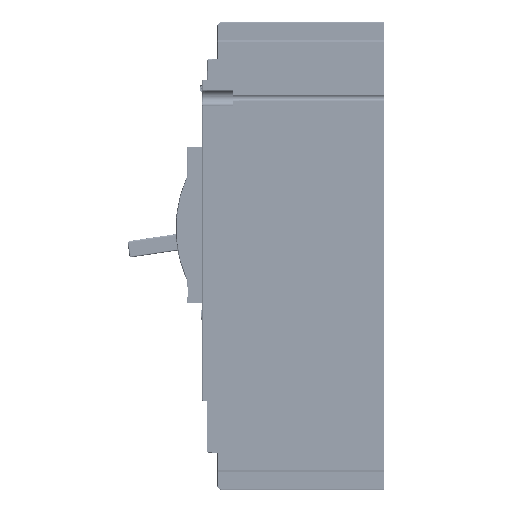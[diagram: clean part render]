
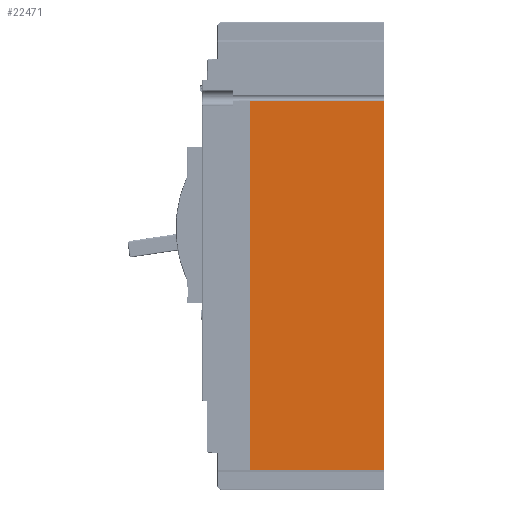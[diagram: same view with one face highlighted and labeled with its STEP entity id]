
A CAD part, left-side view. The second image highlights one B-rep face of the part: STEP entity #22471.
In plain terms, the highlighted planar face has unit normal (-1, 0, 0).
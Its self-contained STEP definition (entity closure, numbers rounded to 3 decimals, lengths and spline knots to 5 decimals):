
#3157=DIRECTION('',(0.,-1.,0.));
#3158=VECTOR('',#3157,0.106);
#3159=CARTESIAN_POINT('',(-0.105,0.106,0.1225));
#3160=LINE('',#3159,#3158);
#3161=DIRECTION('',(0.,0.,-1.));
#3162=VECTOR('',#3161,0.292);
#3163=CARTESIAN_POINT('',(-0.105,0.106,0.1225));
#3164=LINE('',#3163,#3162);
#3165=DIRECTION('',(0.,0.,1.));
#3166=VECTOR('',#3165,0.292);
#3167=CARTESIAN_POINT('',(-0.105,0.,-0.1695));
#3168=LINE('',#3167,#3166);
#3173=DIRECTION('',(0.,1.,0.));
#3174=VECTOR('',#3173,0.106);
#3175=CARTESIAN_POINT('',(-0.105,0.,-0.1695));
#3176=LINE('',#3175,#3174);
#13443=CARTESIAN_POINT('',(-0.105,0.106,0.1225));
#13444=VERTEX_POINT('',#13443);
#13445=CARTESIAN_POINT('',(-0.105,0.106,-0.1695));
#13446=VERTEX_POINT('',#13445);
#15621=CARTESIAN_POINT('',(-0.105,0.,-0.1695));
#15622=VERTEX_POINT('',#15621);
#15623=CARTESIAN_POINT('',(-0.105,0.,0.1225));
#15624=VERTEX_POINT('',#15623);
#22459=CARTESIAN_POINT('',(-0.105,0.,-0.185));
#22460=DIRECTION('',(-1.,0.,0.));
#22461=DIRECTION('',(0.,0.,1.));
#22462=AXIS2_PLACEMENT_3D('',#22459,#22460,#22461);
#22463=PLANE('',#22462);
#22465=ORIENTED_EDGE('',*,*,#22464,.T.);
#22466=ORIENTED_EDGE('',*,*,#17436,.F.);
#22467=ORIENTED_EDGE('',*,*,#22446,.T.);
#22468=ORIENTED_EDGE('',*,*,#22198,.F.);
#22469=EDGE_LOOP('',(#22465,#22466,#22467,#22468));
#22470=FACE_OUTER_BOUND('',#22469,.F.);
#22471=ADVANCED_FACE('',(#22470),#22463,.T.);
#17436=EDGE_CURVE('',#13444,#13446,#3164,.T.);
#22198=EDGE_CURVE('',#15622,#15624,#3168,.T.);
#22446=EDGE_CURVE('',#13444,#15624,#3160,.T.);
#22464=EDGE_CURVE('',#15622,#13446,#3176,.T.);
